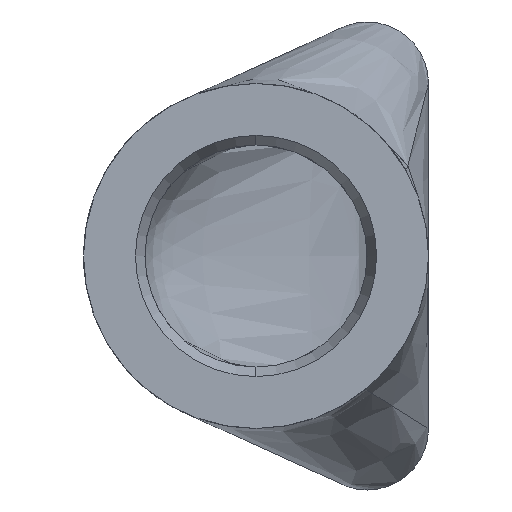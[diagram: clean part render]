
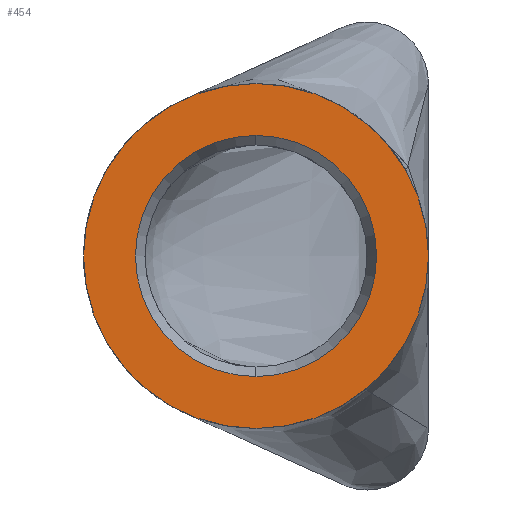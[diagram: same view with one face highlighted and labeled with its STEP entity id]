
A CAD part, left-side view. The second image highlights one B-rep face of the part: STEP entity #454.
In plain terms, the highlighted planar face has unit normal (-1, 0, 0).
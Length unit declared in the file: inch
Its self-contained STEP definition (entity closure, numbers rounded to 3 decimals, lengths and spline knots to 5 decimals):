
#36 = AXIS2_PLACEMENT_3D ( 'NONE', #495, #771, #678 ) ;
#60 = EDGE_LOOP ( 'NONE', ( #1025, #764 ) ) ;
#89 = CIRCLE ( 'NONE', #916, 0.35298 ) ;
#154 = DIRECTION ( 'NONE',  ( 1., 0., 0. ) ) ;
#199 = CARTESIAN_POINT ( 'NONE',  ( 0., 0.505, -0.505 ) ) ;
#204 = DIRECTION ( 'NONE',  ( 1., 0., 0. ) ) ;
#216 = DIRECTION ( 'NONE',  ( 0., 0., 1. ) ) ;
#239 = EDGE_CURVE ( 'NONE', #652, #965, #295, .T. ) ;
#245 = EDGE_CURVE ( 'NONE', #354, #1068, #693, .T. ) ;
#252 = CARTESIAN_POINT ( 'NONE',  ( 0., 0.505, 0.505 ) ) ;
#290 = DIRECTION ( 'NONE',  ( 0., 0., 1. ) ) ;
#295 = CIRCLE ( 'NONE', #876, 0.35298 ) ;
#302 = CARTESIAN_POINT ( 'NONE',  ( 0., 0., 0. ) ) ;
#308 = FACE_BOUND ( 'NONE', #403, .T. ) ;
#354 = VERTEX_POINT ( 'NONE', #199 ) ;
#403 = EDGE_LOOP ( 'NONE', ( #851, #894 ) ) ;
#454 = ADVANCED_FACE ( 'NONE', ( #308, #1109 ), #656, .T. ) ;
#495 = CARTESIAN_POINT ( 'NONE',  ( 0., 0.505, 0. ) ) ;
#503 = DIRECTION ( 'NONE',  ( 0., 0., 1. ) ) ;
#515 = CARTESIAN_POINT ( 'NONE',  ( 0., 0.505, 0. ) ) ;
#571 = EDGE_CURVE ( 'NONE', #965, #652, #89, .T. ) ;
#572 = DIRECTION ( 'NONE',  ( 0., 0., 1. ) ) ;
#617 = EDGE_CURVE ( 'NONE', #1068, #354, #1058, .T. ) ;
#652 = VERTEX_POINT ( 'NONE', #737 ) ;
#656 = PLANE ( 'NONE',  #824 ) ;
#666 = CARTESIAN_POINT ( 'NONE',  ( 0., 0.505, 0. ) ) ;
#678 = DIRECTION ( 'NONE',  ( 0., 0., 1. ) ) ;
#680 = CARTESIAN_POINT ( 'NONE',  ( 0., 0.505, 0.35298 ) ) ;
#693 = CIRCLE ( 'NONE', #36, 0.505 ) ;
#719 = DIRECTION ( 'NONE',  ( -1., 0., 0. ) ) ;
#737 = CARTESIAN_POINT ( 'NONE',  ( 0., 0.505, -0.35298 ) ) ;
#746 = AXIS2_PLACEMENT_3D ( 'NONE', #1157, #719, #290 ) ;
#764 = ORIENTED_EDGE ( 'NONE', *, *, #245, .T. ) ;
#771 = DIRECTION ( 'NONE',  ( -1., 0., 0. ) ) ;
#824 = AXIS2_PLACEMENT_3D ( 'NONE', #302, #1015, #572 ) ;
#851 = ORIENTED_EDGE ( 'NONE', *, *, #571, .T. ) ;
#876 = AXIS2_PLACEMENT_3D ( 'NONE', #666, #204, #216 ) ;
#894 = ORIENTED_EDGE ( 'NONE', *, *, #239, .T. ) ;
#916 = AXIS2_PLACEMENT_3D ( 'NONE', #515, #154, #503 ) ;
#965 = VERTEX_POINT ( 'NONE', #680 ) ;
#1015 = DIRECTION ( 'NONE',  ( -1., 0., 0. ) ) ;
#1025 = ORIENTED_EDGE ( 'NONE', *, *, #617, .T. ) ;
#1058 = CIRCLE ( 'NONE', #746, 0.505 ) ;
#1068 = VERTEX_POINT ( 'NONE', #252 ) ;
#1109 = FACE_OUTER_BOUND ( 'NONE', #60, .T. ) ;
#1157 = CARTESIAN_POINT ( 'NONE',  ( 0., 0.505, 0. ) ) ;
